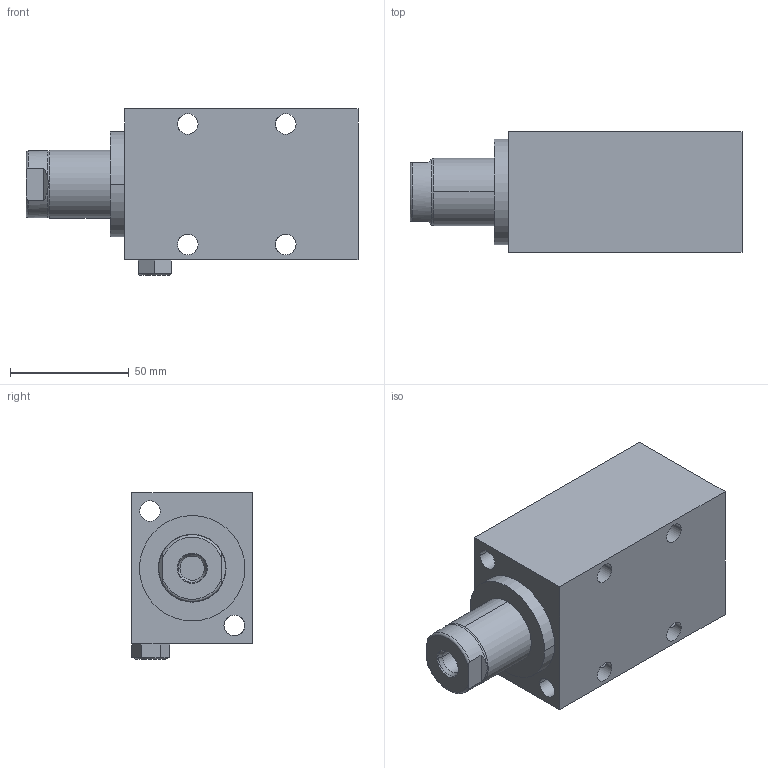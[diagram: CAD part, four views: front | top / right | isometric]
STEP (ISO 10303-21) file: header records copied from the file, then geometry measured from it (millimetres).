
FILE_DESCRIPTION((''),'2;1');
FILE_NAME('ILCM42011014','2018-07-17T',('ngp'),(''),'PRO/ENGINEER BY PARAMETRIC TECHNOLOGY CORPORATION, 2013320','PRO/ENGINEER BY PARAMETRIC TECHNOLOGY CORPORATION, 2013320','');
FILE_SCHEMA(('AUTOMOTIVE_DESIGN { 1 0 10303 214 1 1 1 1 }'));
Length unit declared in the file: millimetre
Products named in the file (1): ILCM42011014
Bounding box: 139.95 x 50.94 x 70.03 mm (x, y, z)
Volume: 323756.6 mm3; surface area: 44952.4 mm2
Topology: 1 solids, 4 shells, 100 faces, 258 edges, 164 vertices
Faces by surface type: cylinder 49, plane 37, cone 10, torus 4
Entity records: 4544 total; most frequent: CARTESIAN_POINT 956, DIRECTION 518, ORIENTED_EDGE 512, PRESENTATION_STYLE_ASSIGNMENT 282, STYLED_ITEM 260, CURVE_STYLE 258, EDGE_CURVE 258, AXIS2_PLACEMENT_3D 201
